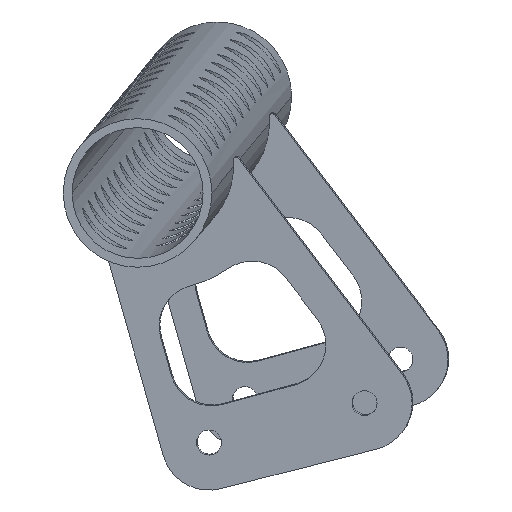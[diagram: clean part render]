
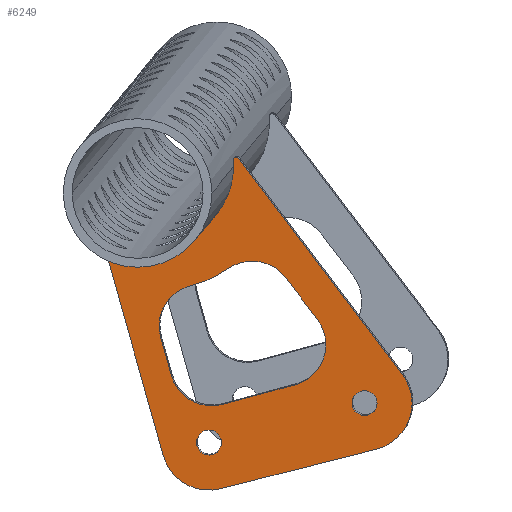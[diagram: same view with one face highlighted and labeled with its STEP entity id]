
A CAD part, left-side view. The second image highlights one B-rep face of the part: STEP entity #6249.
In plain terms, the highlighted face is planar.
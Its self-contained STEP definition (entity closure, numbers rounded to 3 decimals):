
#5605=CARTESIAN_POINT('Vertex',(-1.694,0.,-10.175)) ;
#5610=CARTESIAN_POINT('Axis2P3D Location',(0.548,0.,-17.855)) ;
#5614=CARTESIAN_POINT('Vertex',(8.495,0.,-18.771)) ;
#5641=CARTESIAN_POINT('Line Origine',(6.95,0.,-32.182)) ;
#5645=CARTESIAN_POINT('Vertex',(5.405,0.,-45.593)) ;
#5672=CARTESIAN_POINT('Axis2P3D Location',(-2.543,0.,-44.677)) ;
#5676=CARTESIAN_POINT('Vertex',(-3.269,0.,-52.644)) ;
#5716=CARTESIAN_POINT('Vertex',(-1.552,0.,-17.82)) ;
#5719=CARTESIAN_POINT('Axis2P3D Location',(0.548,0.,-17.855)) ;
#5723=CARTESIAN_POINT('Vertex',(2.647,0.,-17.89)) ;
#5743=CARTESIAN_POINT('Axis2P3D Location',(0.548,0.,-17.855)) ;
#5773=CARTESIAN_POINT('Vertex',(-4.642,0.,-44.642)) ;
#5776=CARTESIAN_POINT('Axis2P3D Location',(-2.543,0.,-44.677)) ;
#5780=CARTESIAN_POINT('Vertex',(-0.443,0.,-44.713)) ;
#5800=CARTESIAN_POINT('Axis2P3D Location',(-2.543,0.,-44.677)) ;
#5821=CARTESIAN_POINT('Vertex',(-23.901,0.,-22.718)) ;
#5826=CARTESIAN_POINT('Axis2P3D Location',(-21.939,0.,-29.437)) ;
#5830=CARTESIAN_POINT('Vertex',(-28.744,0.,-31.081)) ;
#5864=CARTESIAN_POINT('Axis2P3D Location',(-48.849,0.,-35.938)) ;
#5868=CARTESIAN_POINT('Vertex',(-28.29,0.,-38.207)) ;
#5888=CARTESIAN_POINT('Axis2P3D Location',(-21.332,0.,-38.975)) ;
#5892=CARTESIAN_POINT('Vertex',(-21.968,0.,-45.946)) ;
#5926=CARTESIAN_POINT('Line Origine',(-18.657,0.,-46.248)) ;
#5930=CARTESIAN_POINT('Vertex',(-15.345,0.,-46.55)) ;
#5950=CARTESIAN_POINT('Axis2P3D Location',(-14.709,0.,-39.579)) ;
#5954=CARTESIAN_POINT('Vertex',(-7.744,0.,-40.278)) ;
#5981=CARTESIAN_POINT('Line Origine',(-19.652,0.,-21.478)) ;
#5985=CARTESIAN_POINT('Vertex',(-15.404,0.,-20.238)) ;
#6019=CARTESIAN_POINT('Line Origine',(-7.111,0.,-33.967)) ;
#6023=CARTESIAN_POINT('Vertex',(-6.478,0.,-27.656)) ;
#6043=CARTESIAN_POINT('Axis2P3D Location',(-13.443,0.,-26.957)) ;
#6069=CARTESIAN_POINT('Vertex',(-45.456,0.,-22.948)) ;
#6074=CARTESIAN_POINT('Line Origine',(-23.575,0.,-16.562)) ;
#6100=CARTESIAN_POINT('Vertex',(-45.452,0.,-23.909)) ;
#6116=CARTESIAN_POINT('Vertex',(-36.349,0.,-35.938)) ;
#6119=CARTESIAN_POINT('Axis2P3D Location',(-48.849,0.,-35.938)) ;
#6141=CARTESIAN_POINT('Axis2P3D Location',(-45.316,0.,-23.428)) ;
#6165=CARTESIAN_POINT('Line Origine',(-24.133,0.,-50.741)) ;
#6169=CARTESIAN_POINT('Vertex',(-44.997,0.,-48.838)) ;
#6188=CARTESIAN_POINT('Vertex',(-45.101,0.,-47.863)) ;
#6193=CARTESIAN_POINT('Axis2P3D Location',(-48.849,0.,-35.938)) ;
#6210=CARTESIAN_POINT('Axis2P3D Location',(0.,0.,0.)) ;
#6215=CARTESIAN_POINT('Axis2P3D Location',(-44.951,0.,-48.34)) ;
#5611=DIRECTION('Axis2P3D Direction',(0.,1.,-0.)) ;
#5642=DIRECTION('Vector Direction',(-0.114,0.,-0.993)) ;
#5673=DIRECTION('Axis2P3D Direction',(0.,1.,-0.)) ;
#5720=DIRECTION('Axis2P3D Direction',(0.,1.,-0.)) ;
#5744=DIRECTION('Axis2P3D Direction',(0.,1.,-0.)) ;
#5777=DIRECTION('Axis2P3D Direction',(0.,1.,-0.)) ;
#5801=DIRECTION('Axis2P3D Direction',(0.,1.,-0.)) ;
#5827=DIRECTION('Axis2P3D Direction',(0.,-1.,0.)) ;
#5865=DIRECTION('Axis2P3D Direction',(0.,1.,-0.)) ;
#5889=DIRECTION('Axis2P3D Direction',(0.,-1.,0.)) ;
#5927=DIRECTION('Vector Direction',(-0.996,0.,0.091)) ;
#5951=DIRECTION('Axis2P3D Direction',(0.,-1.,-0.)) ;
#5982=DIRECTION('Vector Direction',(0.96,0.,0.28)) ;
#6020=DIRECTION('Vector Direction',(-0.1,0.,-0.995)) ;
#6044=DIRECTION('Axis2P3D Direction',(0.,-1.,0.)) ;
#6075=DIRECTION('Vector Direction',(-0.96,0.,-0.28)) ;
#6120=DIRECTION('Axis2P3D Direction',(0.,1.,-0.)) ;
#6142=DIRECTION('Axis2P3D Direction',(0.,-1.,0.)) ;
#6166=DIRECTION('Vector Direction',(-0.996,0.,0.091)) ;
#6194=DIRECTION('Axis2P3D Direction',(0.,1.,-0.)) ;
#6211=DIRECTION('Axis2P3D Direction',(0.,1.,-0.)) ;
#6212=DIRECTION('Axis2P3D XDirection',(-1.,0.,0.)) ;
#6216=DIRECTION('Axis2P3D Direction',(0.,1.,-0.)) ;
#5612=AXIS2_PLACEMENT_3D('Circle Axis2P3D',#5610,#5611,$) ;
#5674=AXIS2_PLACEMENT_3D('Circle Axis2P3D',#5672,#5673,$) ;
#5721=AXIS2_PLACEMENT_3D('Circle Axis2P3D',#5719,#5720,$) ;
#5745=AXIS2_PLACEMENT_3D('Circle Axis2P3D',#5743,#5744,$) ;
#5778=AXIS2_PLACEMENT_3D('Circle Axis2P3D',#5776,#5777,$) ;
#5802=AXIS2_PLACEMENT_3D('Circle Axis2P3D',#5800,#5801,$) ;
#5828=AXIS2_PLACEMENT_3D('Circle Axis2P3D',#5826,#5827,$) ;
#5866=AXIS2_PLACEMENT_3D('Circle Axis2P3D',#5864,#5865,$) ;
#5890=AXIS2_PLACEMENT_3D('Circle Axis2P3D',#5888,#5889,$) ;
#5952=AXIS2_PLACEMENT_3D('Circle Axis2P3D',#5950,#5951,$) ;
#6045=AXIS2_PLACEMENT_3D('Circle Axis2P3D',#6043,#6044,$) ;
#6121=AXIS2_PLACEMENT_3D('Circle Axis2P3D',#6119,#6120,$) ;
#6143=AXIS2_PLACEMENT_3D('Circle Axis2P3D',#6141,#6142,$) ;
#6195=AXIS2_PLACEMENT_3D('Circle Axis2P3D',#6193,#6194,$) ;
#6213=AXIS2_PLACEMENT_3D('Plane Axis2P3D',#6210,#6211,#6212) ;
#6217=AXIS2_PLACEMENT_3D('Circle Axis2P3D',#6215,#6216,$) ;
#6221=ORIENTED_EDGE('',*,*,#6219,.F.) ;
#6222=ORIENTED_EDGE('',*,*,#6171,.F.) ;
#6223=ORIENTED_EDGE('',*,*,#5678,.F.) ;
#6224=ORIENTED_EDGE('',*,*,#5647,.F.) ;
#6225=ORIENTED_EDGE('',*,*,#5616,.F.) ;
#6226=ORIENTED_EDGE('',*,*,#6078,.F.) ;
#6227=ORIENTED_EDGE('',*,*,#6145,.F.) ;
#6228=ORIENTED_EDGE('',*,*,#6123,.T.) ;
#6229=ORIENTED_EDGE('',*,*,#6197,.T.) ;
#6232=ORIENTED_EDGE('',*,*,#6025,.T.) ;
#6233=ORIENTED_EDGE('',*,*,#5956,.T.) ;
#6234=ORIENTED_EDGE('',*,*,#5932,.T.) ;
#6235=ORIENTED_EDGE('',*,*,#5894,.T.) ;
#6236=ORIENTED_EDGE('',*,*,#5870,.T.) ;
#6237=ORIENTED_EDGE('',*,*,#5832,.T.) ;
#6238=ORIENTED_EDGE('',*,*,#5987,.T.) ;
#6239=ORIENTED_EDGE('',*,*,#6047,.T.) ;
#6242=ORIENTED_EDGE('',*,*,#5747,.T.) ;
#6243=ORIENTED_EDGE('',*,*,#5725,.T.) ;
#6246=ORIENTED_EDGE('',*,*,#5804,.T.) ;
#6247=ORIENTED_EDGE('',*,*,#5782,.T.) ;
#6240=FACE_BOUND('',#6231,.T.) ;
#6244=FACE_BOUND('',#6241,.T.) ;
#6248=FACE_BOUND('',#6245,.T.) ;
#5643=VECTOR('Line Direction',#5642,1.) ;
#5928=VECTOR('Line Direction',#5927,1.) ;
#5983=VECTOR('Line Direction',#5982,1.) ;
#6021=VECTOR('Line Direction',#6020,1.) ;
#6076=VECTOR('Line Direction',#6075,1.) ;
#6167=VECTOR('Line Direction',#6166,1.) ;
#6249=ADVANCED_FACE('Corps principal',(#6230,#6240,#6244,#6248),#6214,.F.) ;
#5613=CIRCLE('generated circle',#5612,8.) ;
#5675=CIRCLE('generated circle',#5674,8.) ;
#5722=CIRCLE('generated circle',#5721,2.1) ;
#5746=CIRCLE('generated circle',#5745,2.1) ;
#5779=CIRCLE('generated circle',#5778,2.1) ;
#5803=CIRCLE('generated circle',#5802,2.1) ;
#5829=CIRCLE('generated circle',#5828,7.) ;
#5867=CIRCLE('generated circle',#5866,20.684) ;
#5891=CIRCLE('generated circle',#5890,7.) ;
#5953=CIRCLE('generated circle',#5952,7.) ;
#6046=CIRCLE('generated circle',#6045,7.) ;
#6122=CIRCLE('generated circle',#6121,12.5) ;
#6144=CIRCLE('generated circle',#6143,0.5) ;
#6196=CIRCLE('generated circle',#6195,12.5) ;
#6218=CIRCLE('generated circle',#6217,0.5) ;
#5616=EDGE_CURVE('',#5606,#5615,#5613,.T.) ;
#5647=EDGE_CURVE('',#5615,#5646,#5644,.T.) ;
#5678=EDGE_CURVE('',#5646,#5677,#5675,.T.) ;
#5725=EDGE_CURVE('',#5724,#5717,#5722,.T.) ;
#5747=EDGE_CURVE('',#5717,#5724,#5746,.T.) ;
#5782=EDGE_CURVE('',#5781,#5774,#5779,.T.) ;
#5804=EDGE_CURVE('',#5774,#5781,#5803,.T.) ;
#5832=EDGE_CURVE('',#5831,#5822,#5829,.F.) ;
#5870=EDGE_CURVE('',#5869,#5831,#5867,.F.) ;
#5894=EDGE_CURVE('',#5893,#5869,#5891,.F.) ;
#5932=EDGE_CURVE('',#5931,#5893,#5929,.T.) ;
#5956=EDGE_CURVE('',#5955,#5931,#5953,.F.) ;
#5987=EDGE_CURVE('',#5822,#5986,#5984,.T.) ;
#6025=EDGE_CURVE('',#6024,#5955,#6022,.T.) ;
#6047=EDGE_CURVE('',#5986,#6024,#6046,.F.) ;
#6078=EDGE_CURVE('',#6070,#5606,#6077,.F.) ;
#6123=EDGE_CURVE('',#6101,#6117,#6122,.T.) ;
#6145=EDGE_CURVE('',#6101,#6070,#6144,.F.) ;
#6171=EDGE_CURVE('',#5677,#6170,#6168,.T.) ;
#6197=EDGE_CURVE('',#6117,#6189,#6196,.T.) ;
#6219=EDGE_CURVE('',#6170,#6189,#6218,.T.) ;
#6220=EDGE_LOOP('',(#6221,#6222,#6223,#6224,#6225,#6226,#6227,#6228,#6229)) ;
#6231=EDGE_LOOP('',(#6232,#6233,#6234,#6235,#6236,#6237,#6238,#6239)) ;
#6241=EDGE_LOOP('',(#6242,#6243)) ;
#6245=EDGE_LOOP('',(#6246,#6247)) ;
#6230=FACE_OUTER_BOUND('',#6220,.T.) ;
#5644=LINE('Line',#5641,#5643) ;
#5929=LINE('Line',#5926,#5928) ;
#5984=LINE('Line',#5981,#5983) ;
#6022=LINE('Line',#6019,#6021) ;
#6077=LINE('Line',#6074,#6076) ;
#6168=LINE('Line',#6165,#6167) ;
#6214=PLANE('Plane',#6213) ;
#5606=VERTEX_POINT('',#5605) ;
#5615=VERTEX_POINT('',#5614) ;
#5646=VERTEX_POINT('',#5645) ;
#5677=VERTEX_POINT('',#5676) ;
#5717=VERTEX_POINT('',#5716) ;
#5724=VERTEX_POINT('',#5723) ;
#5774=VERTEX_POINT('',#5773) ;
#5781=VERTEX_POINT('',#5780) ;
#5822=VERTEX_POINT('',#5821) ;
#5831=VERTEX_POINT('',#5830) ;
#5869=VERTEX_POINT('',#5868) ;
#5893=VERTEX_POINT('',#5892) ;
#5931=VERTEX_POINT('',#5930) ;
#5955=VERTEX_POINT('',#5954) ;
#5986=VERTEX_POINT('',#5985) ;
#6024=VERTEX_POINT('',#6023) ;
#6070=VERTEX_POINT('',#6069) ;
#6101=VERTEX_POINT('',#6100) ;
#6117=VERTEX_POINT('',#6116) ;
#6170=VERTEX_POINT('',#6169) ;
#6189=VERTEX_POINT('',#6188) ;
